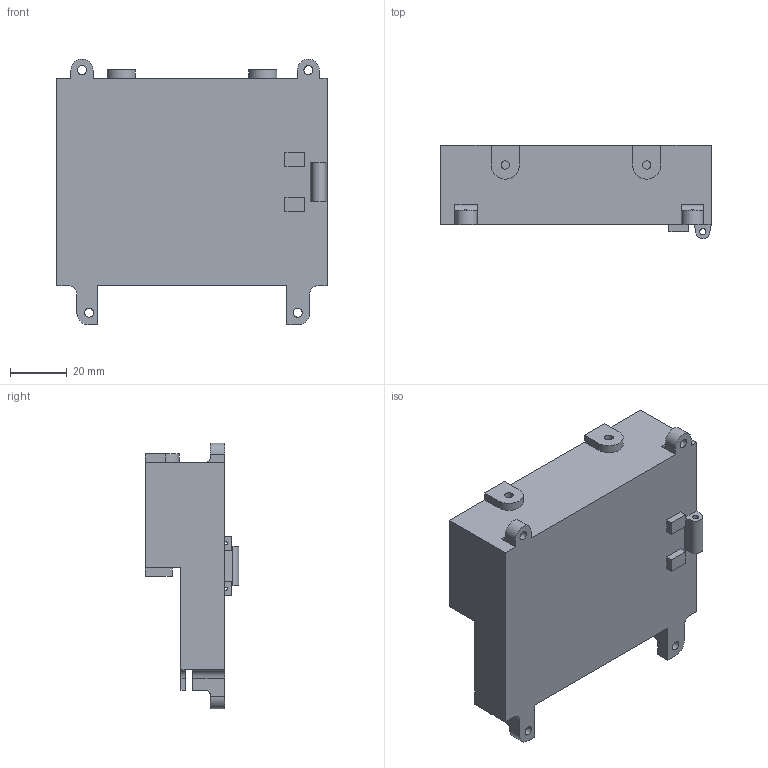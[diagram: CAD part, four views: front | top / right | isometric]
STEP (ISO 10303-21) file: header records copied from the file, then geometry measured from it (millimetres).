
FILE_DESCRIPTION(/* description */ (''),/* implementation_level */ '2;1');
FILE_NAME(/* name */ 'Base_FOD.stp',/* time_stamp */ '2018-10-25T18:13:43-03:00',/* author */ ('Elias'),/* organization */ (''),/* preprocessor_version */ 'ST-DEVELOPER v17.2',/* originating_system */ 'Autodesk Inventor 2019',/* authorisation */ '');
FILE_SCHEMA (('AUTOMOTIVE_DESIGN { 1 0 10303 214 3 1 1 }'));
Length unit declared in the file: millimetre
Products named in the file (1): Base_FOD
Bounding box: 95.6 x 33 x 93.91 mm (x, y, z)
Volume: 24185.5 mm3; surface area: 32628.4 mm2
Topology: 1 solids, 1 shells, 117 faces, 349 edges, 233 vertices
Faces by surface type: plane 90, cylinder 27
Full cylindrical faces by diameter (mm): 2.2 x1, 3 x5, 3.2 x4
Entity records: 4055 total; most frequent: CARTESIAN_POINT 762, ORIENTED_EDGE 698, DIRECTION 642, EDGE_CURVE 349, LINE 284, VECTOR 284, VERTEX_POINT 233, AXIS2_PLACEMENT_3D 179
